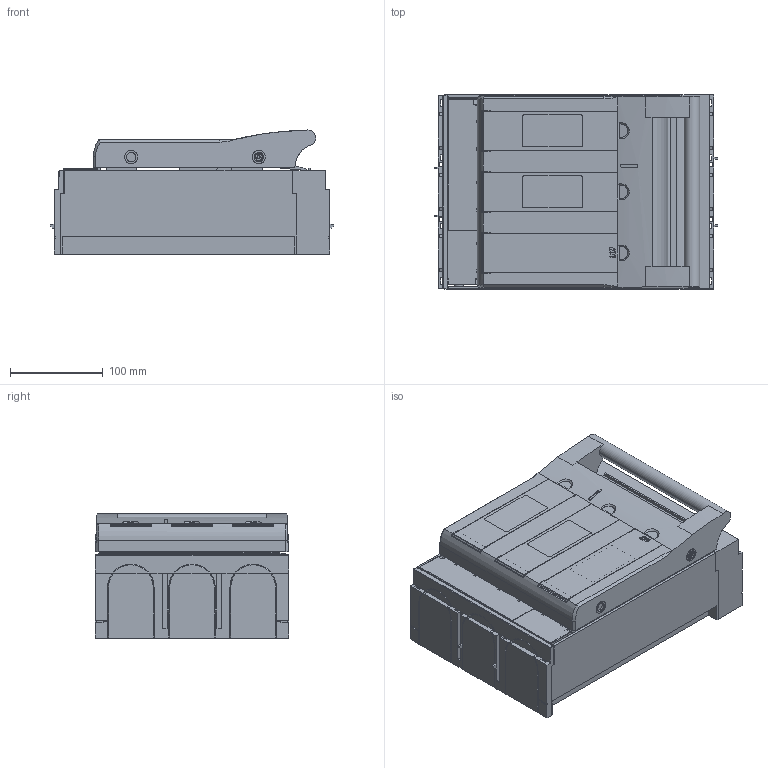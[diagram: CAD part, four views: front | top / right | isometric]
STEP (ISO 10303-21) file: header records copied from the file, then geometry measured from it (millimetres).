
FILE_DESCRIPTION((''),'2;1');
FILE_NAME('KETO-2-3_F_ASM','2021-03-29T',('marketing.praksa'),('Audax d.o.o.'),'CREO PARAMETRIC BY PTC INC, 2017480','CREO PARAMETRIC BY PTC INC, 2017480','');
FILE_SCHEMA(('AUTOMOTIVE_DESIGN { 1 0 10303 214 1 1 1 1 }'));
Products named in the file (12): 34235_L_TRENNERGEHAEUSE_GR2_3-P; 34236_L01_SCHUTZABDECKUNG_OBEN_; 34237_L_SCHUTZABDECKUNG_UNTEN_G; 158641_L_ANSCHLUSSLASCHE_TRENNE; 34208_L_SCHEIBE_GR_1; ETI_LOGO_1_1_1_1_1_1_1_2_3_4_17; ETI_LOGO_2_1_1_1_1_1_1_2_3_4_17; ETI_LOGO_3_1_1_1_1_1_1_2_3_4_17; ETI_LOGO_X10_3_Y6_6_ASM; 34204_L_FRONTPLATTE_GR2_3-POL_1; 34208_L01_SCHEIBE_GR1_1; KETO-2-3_F_ASM
Assembly tree (17 placements, depth 3):
  KETO-2-3_F_ASM
    34235_L_TRENNERGEHAEUSE_GR2_3-P
    34236_L01_SCHUTZABDECKUNG_OBEN_
    34237_L_SCHUTZABDECKUNG_UNTEN_G
    158641_L_ANSCHLUSSLASCHE_TRENNE  x6
    34208_L_SCHEIBE_GR_1  x2
    ETI_LOGO_X10_3_Y6_6_ASM
      ETI_LOGO_1_1_1_1_1_1_1_2_3_4_17
      ETI_LOGO_2_1_1_1_1_1_1_2_3_4_17
      ETI_LOGO_3_1_1_1_1_1_1_2_3_4_17
    34204_L_FRONTPLATTE_GR2_3-POL_1
    34208_L01_SCHEIBE_GR1_1
Bounding box: 306 x 209.5 x 134.05 mm (x, y, z)
Volume: 2233262.6 mm3; surface area: 819263.1 mm2
Topology: 16 solids, 17 shells, 1626 faces, 4956 edges, 3286 vertices
Faces by surface type: plane 1139, cylinder 409, cone 33, bspline 31, sphere 8, torus 6
Entity records: 74328 total; most frequent: CARTESIAN_POINT 12043, ORIENTED_EDGE 8644, DIRECTION 7328, PRESENTATION_STYLE_ASSIGNMENT 5743, STYLED_ITEM 5743, CURVE_STYLE 4322, EDGE_CURVE 4322, VECTOR 3402
